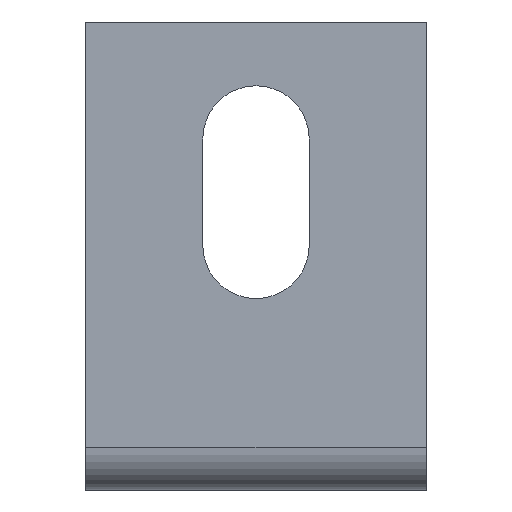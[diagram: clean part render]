
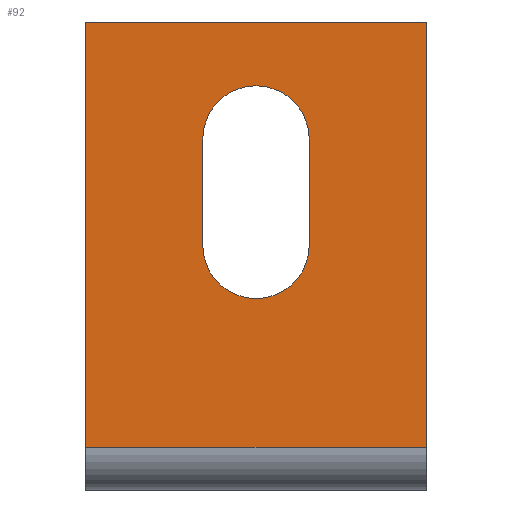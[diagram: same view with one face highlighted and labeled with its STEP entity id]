
A CAD part, left-side view. The second image highlights one B-rep face of the part: STEP entity #92.
In plain terms, the highlighted planar face has unit normal (-1, 0, 0).
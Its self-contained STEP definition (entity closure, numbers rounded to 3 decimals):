
#40 = CARTESIAN_POINT ( 'NONE',  ( 0., 40., 1. ) ) ;
#50 = ORIENTED_EDGE ( 'NONE', *, *, #473, .F. ) ;
#59 = AXIS2_PLACEMENT_3D ( 'NONE', #345, #140, #410 ) ;
#67 = CARTESIAN_POINT ( 'NONE',  ( 0., 40., 51. ) ) ;
#74 = VECTOR ( 'NONE', #472, 1000. ) ;
#80 = CARTESIAN_POINT ( 'NONE',  ( 0., 40., 51. ) ) ;
#81 = CARTESIAN_POINT ( 'NONE',  ( 0., 0., 1. ) ) ;
#82 = ORIENTED_EDGE ( 'NONE', *, *, #239, .F. ) ;
#89 = DIRECTION ( 'NONE',  ( 0., 0., -1. ) ) ;
#92 = ADVANCED_FACE ( 'NONE', ( #254, #692 ), #282, .F. ) ;
#94 = CARTESIAN_POINT ( 'NONE',  ( 0., 0., 0. ) ) ;
#96 = EDGE_CURVE ( 'NONE', #317, #184, #654, .T. ) ;
#107 = VECTOR ( 'NONE', #306, 1000. ) ;
#111 = CARTESIAN_POINT ( 'NONE',  ( 0., 20., 43.5 ) ) ;
#114 = DIRECTION ( 'NONE',  ( 0., -1., 0. ) ) ;
#124 = CARTESIAN_POINT ( 'NONE',  ( 0., 0., 51. ) ) ;
#136 = ORIENTED_EDGE ( 'NONE', *, *, #315, .F. ) ;
#140 = DIRECTION ( 'NONE',  ( -1., 0., 0. ) ) ;
#153 = VECTOR ( 'NONE', #164, 1000. ) ;
#164 = DIRECTION ( 'NONE',  ( 0., 0., 1. ) ) ;
#172 = CIRCLE ( 'NONE', #59, 6.25 ) ;
#179 = ORIENTED_EDGE ( 'NONE', *, *, #653, .T. ) ;
#184 = VERTEX_POINT ( 'NONE', #401 ) ;
#198 = AXIS2_PLACEMENT_3D ( 'NONE', #580, #414, #644 ) ;
#205 = VERTEX_POINT ( 'NONE', #291 ) ;
#207 = ORIENTED_EDGE ( 'NONE', *, *, #96, .F. ) ;
#210 = CARTESIAN_POINT ( 'NONE',  ( 0., 13.75, 24.75 ) ) ;
#215 = CARTESIAN_POINT ( 'NONE',  ( 0., 0., 1. ) ) ;
#222 = VERTEX_POINT ( 'NONE', #124 ) ;
#239 = EDGE_CURVE ( 'NONE', #715, #222, #568, .T. ) ;
#254 = FACE_BOUND ( 'NONE', #493, .T. ) ;
#282 = PLANE ( 'NONE',  #678 ) ;
#291 = CARTESIAN_POINT ( 'NONE',  ( 0., 13.75, 37.25 ) ) ;
#294 = EDGE_CURVE ( 'NONE', #625, #662, #612, .T. ) ;
#300 = LINE ( 'NONE', #456, #509 ) ;
#306 = DIRECTION ( 'NONE',  ( 0., 0., 1. ) ) ;
#315 = EDGE_CURVE ( 'NONE', #545, #205, #491, .T. ) ;
#317 = VERTEX_POINT ( 'NONE', #111 ) ;
#344 = CARTESIAN_POINT ( 'NONE',  ( 0., 40., 0. ) ) ;
#345 = CARTESIAN_POINT ( 'NONE',  ( 0., 20., 24.75 ) ) ;
#351 = CARTESIAN_POINT ( 'NONE',  ( 0., 26.25, 24.75 ) ) ;
#401 = CARTESIAN_POINT ( 'NONE',  ( 0., 26.25, 37.25 ) ) ;
#409 = CARTESIAN_POINT ( 'NONE',  ( 0., 20., 37.25 ) ) ;
#410 = DIRECTION ( 'NONE',  ( 0., 0., 1. ) ) ;
#414 = DIRECTION ( 'NONE',  ( -1., 0., 0. ) ) ;
#418 = VECTOR ( 'NONE', #114, 1000. ) ;
#429 = VECTOR ( 'NONE', #626, 1000. ) ;
#452 = ORIENTED_EDGE ( 'NONE', *, *, #294, .T. ) ;
#456 = CARTESIAN_POINT ( 'NONE',  ( 0., 40., 0. ) ) ;
#461 = DIRECTION ( 'NONE',  ( -1., 0., 0. ) ) ;
#466 = VERTEX_POINT ( 'NONE', #351 ) ;
#472 = DIRECTION ( 'NONE',  ( 0., 0., -1. ) ) ;
#473 = EDGE_CURVE ( 'NONE', #466, #545, #172, .T. ) ;
#491 = LINE ( 'NONE', #666, #153 ) ;
#493 = EDGE_LOOP ( 'NONE', ( #505, #207, #658, #136, #50 ) ) ;
#505 = ORIENTED_EDGE ( 'NONE', *, *, #586, .F. ) ;
#509 = VECTOR ( 'NONE', #686, 1000. ) ;
#518 = EDGE_LOOP ( 'NONE', ( #571, #452, #179, #82 ) ) ;
#545 = VERTEX_POINT ( 'NONE', #210 ) ;
#568 = LINE ( 'NONE', #67, #429 ) ;
#571 = ORIENTED_EDGE ( 'NONE', *, *, #688, .F. ) ;
#580 = CARTESIAN_POINT ( 'NONE',  ( 0., 20., 37.25 ) ) ;
#581 = CARTESIAN_POINT ( 'NONE',  ( 0., 26.25, 37.25 ) ) ;
#585 = LINE ( 'NONE', #94, #107 ) ;
#586 = EDGE_CURVE ( 'NONE', #184, #466, #648, .T. ) ;
#612 = LINE ( 'NONE', #215, #418 ) ;
#625 = VERTEX_POINT ( 'NONE', #40 ) ;
#626 = DIRECTION ( 'NONE',  ( 0., -1., 0. ) ) ;
#641 = DIRECTION ( 'NONE',  ( 0., 0., 1. ) ) ;
#644 = DIRECTION ( 'NONE',  ( 0., 0., 1. ) ) ;
#648 = LINE ( 'NONE', #581, #74 ) ;
#653 = EDGE_CURVE ( 'NONE', #662, #222, #585, .T. ) ;
#654 = CIRCLE ( 'NONE', #700, 6.25 ) ;
#658 = ORIENTED_EDGE ( 'NONE', *, *, #705, .F. ) ;
#662 = VERTEX_POINT ( 'NONE', #81 ) ;
#666 = CARTESIAN_POINT ( 'NONE',  ( 0., 13.75, 37.25 ) ) ;
#678 = AXIS2_PLACEMENT_3D ( 'NONE', #344, #684, #89 ) ;
#684 = DIRECTION ( 'NONE',  ( 1., 0., 0. ) ) ;
#686 = DIRECTION ( 'NONE',  ( 0., 0., 1. ) ) ;
#688 = EDGE_CURVE ( 'NONE', #625, #715, #300, .T. ) ;
#692 = FACE_OUTER_BOUND ( 'NONE', #518, .T. ) ;
#700 = AXIS2_PLACEMENT_3D ( 'NONE', #409, #461, #641 ) ;
#705 = EDGE_CURVE ( 'NONE', #205, #317, #716, .T. ) ;
#715 = VERTEX_POINT ( 'NONE', #80 ) ;
#716 = CIRCLE ( 'NONE', #198, 6.25 ) ;
